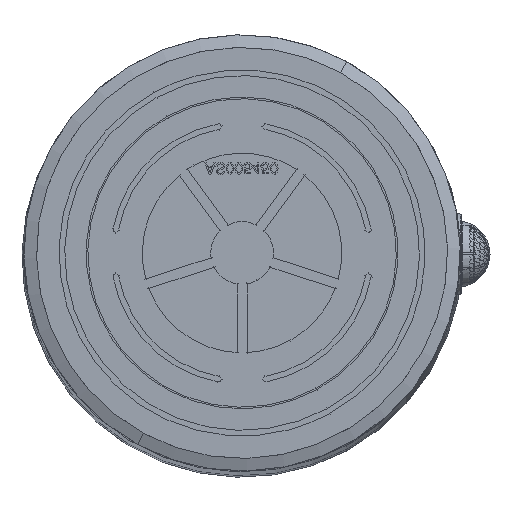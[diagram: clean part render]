
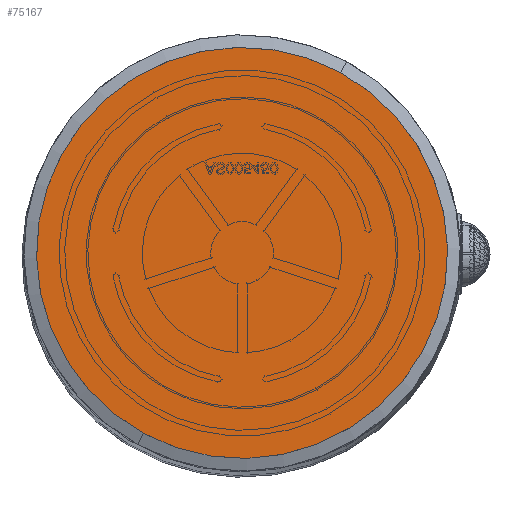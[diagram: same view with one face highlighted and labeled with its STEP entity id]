
A CAD part, top view. The second image highlights one B-rep face of the part: STEP entity #75167.
In plain terms, the highlighted planar face has unit normal (0, 0, 1).
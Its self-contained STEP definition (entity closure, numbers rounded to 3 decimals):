
#75124=AXIS2_PLACEMENT_3D('Circle Axis2P3D',#75122,#75123,$) ;
#75148=AXIS2_PLACEMENT_3D('Circle Axis2P3D',#75146,#75147,$) ;
#75161=AXIS2_PLACEMENT_3D('Plane Axis2P3D',#75158,#75159,#75160) ;
#75119=CARTESIAN_POINT('Vertex',(38.35,70.199,940.)) ;
#75122=CARTESIAN_POINT('Axis2P3D Location',(0.,0.,940.)) ;
#75126=CARTESIAN_POINT('Vertex',(-38.35,-70.199,940.)) ;
#75146=CARTESIAN_POINT('Axis2P3D Location',(0.,0.,940.)) ;
#75158=CARTESIAN_POINT('Axis2P3D Location',(0.,0.,940.)) ;
#75123=DIRECTION('Axis2P3D Direction',(0.,0.,-1.)) ;
#75147=DIRECTION('Axis2P3D Direction',(0.,-0.,-1.)) ;
#75159=DIRECTION('Axis2P3D Direction',(0.,0.,-1.)) ;
#75160=DIRECTION('Axis2P3D XDirection',(1.,0.,0.)) ;
#75164=ORIENTED_EDGE('',*,*,#75150,.F.) ;
#75165=ORIENTED_EDGE('',*,*,#75128,.F.) ;
#75167=ADVANCED_FACE('AS00545000E08_HOUSING_COVER.1\\Hauptk\X2\00F6\X0\rper',(#75166),#75162,.F.) ;
#75125=CIRCLE('generated circle',#75124,79.991) ;
#75149=CIRCLE('generated circle',#75148,79.991) ;
#75128=EDGE_CURVE('',#75120,#75127,#75125,.T.) ;
#75150=EDGE_CURVE('',#75127,#75120,#75149,.T.) ;
#75163=EDGE_LOOP('',(#75164,#75165)) ;
#75166=FACE_OUTER_BOUND('',#75163,.T.) ;
#75162=PLANE('Plane',#75161) ;
#75120=VERTEX_POINT('',#75119) ;
#75127=VERTEX_POINT('',#75126) ;
